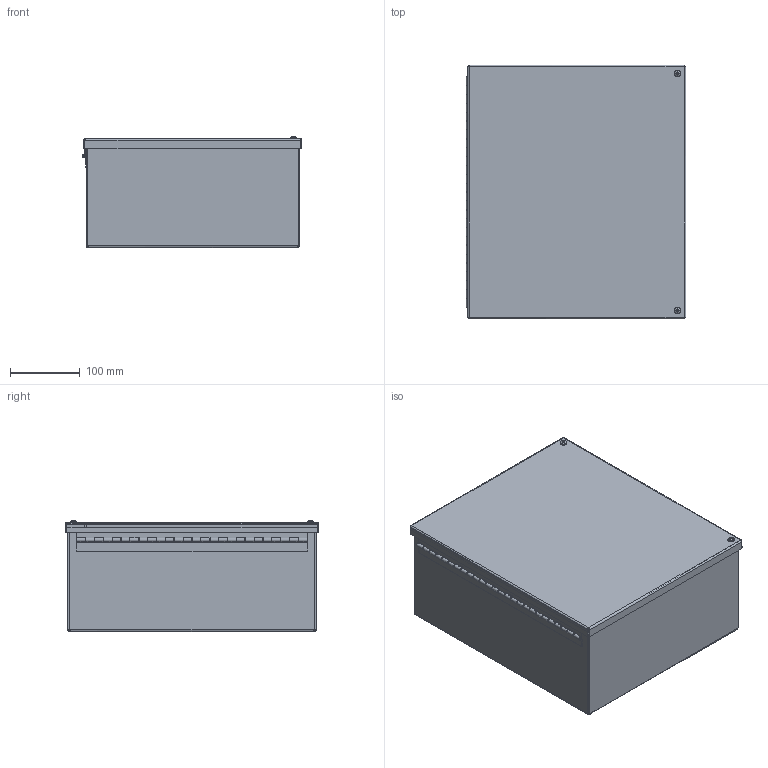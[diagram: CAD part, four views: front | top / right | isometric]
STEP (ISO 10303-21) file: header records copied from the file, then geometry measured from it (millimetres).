
FILE_DESCRIPTION(/* description */ ('JIC,CS,OIL TIGHT,14X12X6,BACK'),/* implementation_level */ '2;1');
FILE_NAME(/* name */ 'WA141206GIE.stp',/* time_stamp */ '2014-04-28T22:06:20+06:00',/* author */ ('ps'),/* organization */ (''),/* preprocessor_version */ 'ST-DEVELOPER v15.2',/* originating_system */ 'Autodesk Inventor 2014',/* authorisation */ '');
FILE_SCHEMA (('AUTOMOTIVE_DESIGN { 1 0 10303 214 3 1 1 }'));
Length unit declared in the file: inch
Products named in the file (13): WA141206GIEBKP; 3499; 328124LH; 328124P; 328124TH; 328124; WA1412GIELID; 316265; 38811; 34984; 39077; 372163; WA141206GIE
Bounding box: 314.87 x 363.54 x 159.56 mm (x, y, z)
Volume: 964311.7 mm3; surface area: 989629.6 mm2
Topology: 18 solids, 18 shells, 505 faces, 1293 edges, 835 vertices
Faces by surface type: plane 293, cylinder 137, cone 33, bspline 28, torus 12, sphere 2
Full cylindrical faces by diameter (mm): 2.54 x1, 2.957 x26, 3.962 x6, 4.826 x3, 4.978 x2, 6.299 x2, 6.35 x1, 6.528 x4, 7.061 x2, 7.144 x2, 7.62 x4, 7.938 x4, 9.474 x2, 10.312 x2, 11.506 x2, 15.875 x4
Entity records: 13058 total; most frequent: CARTESIAN_POINT 3070, DIRECTION 1936, ORIENTED_EDGE 1900, EDGE_CURVE 950, AXIS2_PLACEMENT_3D 658, VERTEX_POINT 642, LINE 620, VECTOR 620
